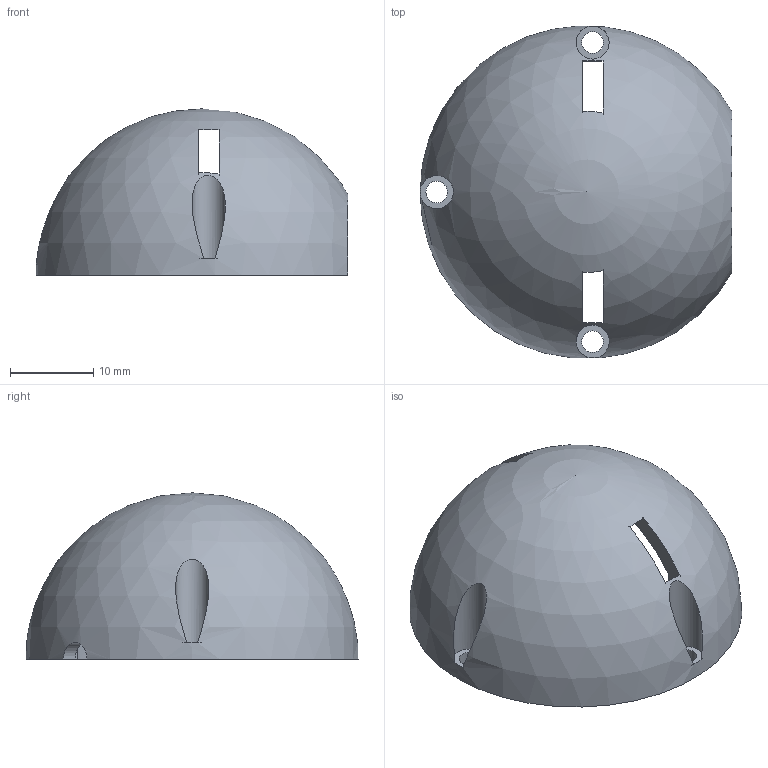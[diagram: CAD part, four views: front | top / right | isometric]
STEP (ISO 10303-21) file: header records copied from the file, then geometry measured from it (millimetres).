
FILE_DESCRIPTION(/* description */ (''),/* implementation_level */ '2;1');
FILE_NAME(/* name */ '',/* time_stamp */ '2025-03-30T20:13:48+03:00',/* author */ (''),/* organization */ (''),/* preprocessor_version */ 'ST-DEVELOPER v20.1',/* originating_system */ 'Autodesk Translation Framework v14.4.0.0',/* authorisation */ '');
FILE_SCHEMA (('AUTOMOTIVE_DESIGN { 1 0 10303 214 3 1 1 }'));
Length unit declared in the file: millimetre
Products named in the file (1): FusionComponent
Bounding box: 37.5 x 39.92 x 20 mm (x, y, z)
Volume: 4777.2 mm3; surface area: 5171.4 mm2
Topology: 1 solids, 1 shells, 36 faces, 108 edges, 72 vertices
Faces by surface type: plane 26, cylinder 8, sphere 2
Full cylindrical faces by diameter (mm): 2.6 x3
Entity records: 1381 total; most frequent: CARTESIAN_POINT 313, DIRECTION 232, ORIENTED_EDGE 212, EDGE_CURVE 106, AXIS2_PLACEMENT_3D 93, VERTEX_POINT 72, CIRCLE 56, EDGE_LOOP 46
